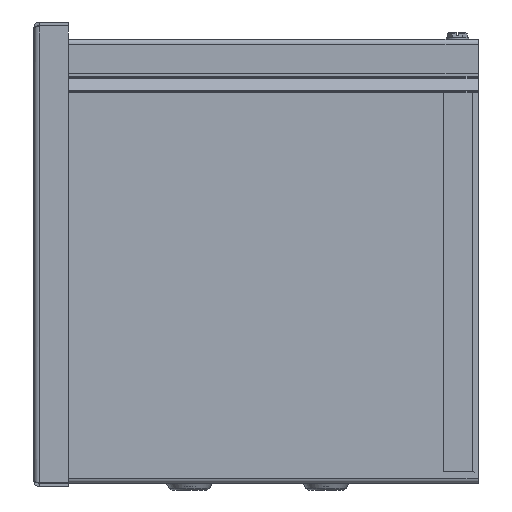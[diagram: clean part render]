
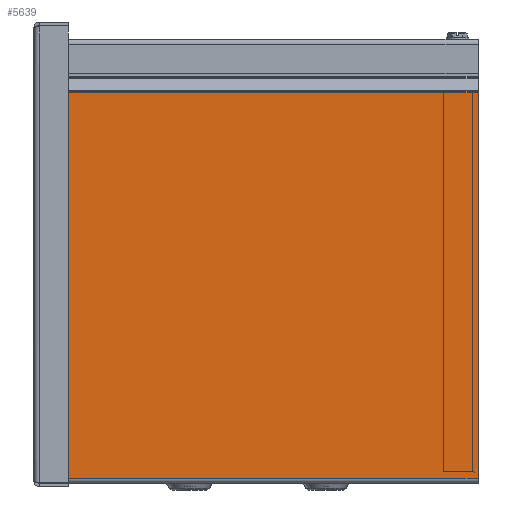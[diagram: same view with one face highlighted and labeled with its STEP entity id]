
A CAD part, left-side view. The second image highlights one B-rep face of the part: STEP entity #5639.
In plain terms, the highlighted planar face has unit normal (-1, 0, 0).
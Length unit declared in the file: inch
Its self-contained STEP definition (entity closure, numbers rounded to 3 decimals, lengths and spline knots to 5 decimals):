
#400=LINE('',#8241,#834);
#403=LINE('',#8247,#837);
#411=LINE('',#8270,#845);
#412=LINE('',#8274,#846);
#834=VECTOR('',#6769,8.0625);
#837=VECTOR('',#6774,7.06099);
#845=VECTOR('',#6806,8.0625);
#846=VECTOR('',#6813,7.06099);
#1247=PLANE('',#6051);
#1550=FACE_OUTER_BOUND('',#1923,.T.);
#1923=EDGE_LOOP('',(#3961,#3962,#3963,#3964));
#2485=VERTEX_POINT('',#8229);
#2486=VERTEX_POINT('',#8233);
#2488=VERTEX_POINT('',#8245);
#2491=VERTEX_POINT('',#8269);
#3027=EDGE_CURVE('',#2485,#2486,#400,.T.);
#3030=EDGE_CURVE('',#2488,#2486,#403,.T.);
#3042=EDGE_CURVE('',#2488,#2491,#411,.T.);
#3045=EDGE_CURVE('',#2485,#2491,#412,.T.);
#3961=ORIENTED_EDGE('',*,*,#3027,.T.);
#3962=ORIENTED_EDGE('',*,*,#3030,.F.);
#3963=ORIENTED_EDGE('',*,*,#3042,.T.);
#3964=ORIENTED_EDGE('',*,*,#3045,.F.);
#5639=ADVANCED_FACE('',(#1550),#1247,.F.);
#6051=AXIS2_PLACEMENT_3D('',#8282,#6825,#6826);
#6769=DIRECTION('',(0.,1.,0.));
#6774=DIRECTION('',(0.,0.,1.));
#6806=DIRECTION('',(0.,-1.,0.));
#6813=DIRECTION('',(0.,0.,-1.));
#6825=DIRECTION('center_axis',(1.,0.,0.));
#6826=DIRECTION('ref_axis',(0.,0.,-1.));
#8229=CARTESIAN_POINT('',(-9.0625,-4.03125,7.15424));
#8233=CARTESIAN_POINT('',(-9.0625,4.03125,7.15424));
#8241=CARTESIAN_POINT('',(-9.0625,2.01563,7.15424));
#8245=CARTESIAN_POINT('',(-9.0625,4.03125,0.09325));
#8247=CARTESIAN_POINT('',(-9.0625,4.03125,0.09325));
#8269=CARTESIAN_POINT('',(-9.0625,-4.03125,0.09325));
#8270=CARTESIAN_POINT('',(-9.0625,0.,0.09325));
#8274=CARTESIAN_POINT('',(-9.0625,-4.03125,-0.04446));
#8282=CARTESIAN_POINT('Origin',(-9.0625,0.,3.5997));
